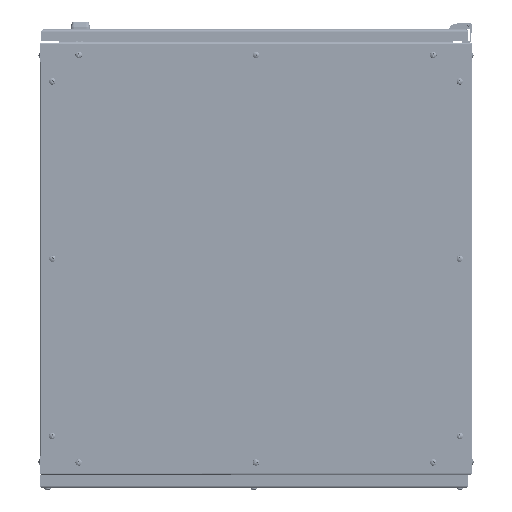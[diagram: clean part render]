
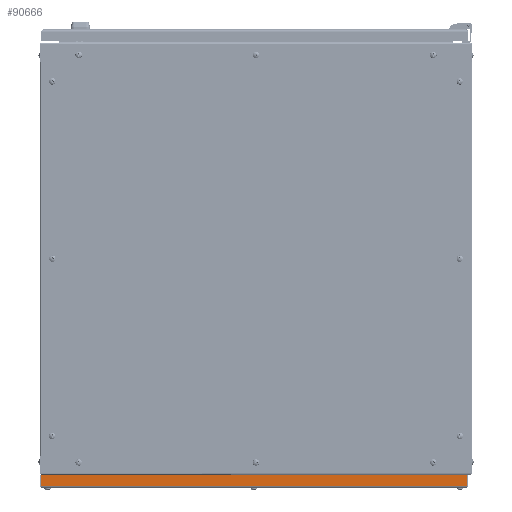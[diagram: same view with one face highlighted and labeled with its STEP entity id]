
A CAD part, front view. The second image highlights one B-rep face of the part: STEP entity #90666.
In plain terms, the highlighted planar face has unit normal (0, -1, 0).
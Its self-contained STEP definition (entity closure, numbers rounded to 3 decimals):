
#6945 = EDGE_CURVE ( 'NONE', #87844, #169473, #158722, .T. ) ;
#7709 = EDGE_CURVE ( 'NONE', #169473, #150951, #90093, .T. ) ;
#24975 = EDGE_LOOP ( 'NONE', ( #161525, #163532, #91101, #81909 ) ) ;
#39165 = DIRECTION ( 'NONE',  ( 0., 0., 1. ) ) ;
#39708 = CARTESIAN_POINT ( 'NONE',  ( 790.859, 0., 1. ) ) ;
#42092 = CARTESIAN_POINT ( 'NONE',  ( 1.141, 0., 1. ) ) ;
#46963 = CARTESIAN_POINT ( 'NONE',  ( 790.859, 0., 23. ) ) ;
#54526 = EDGE_CURVE ( 'NONE', #165134, #150951, #57296, .T. ) ;
#57296 = LINE ( 'NONE', #72978, #62215 ) ;
#57739 = DIRECTION ( 'NONE',  ( -1., 0., 0. ) ) ;
#59912 = VECTOR ( 'NONE', #39165, 1000. ) ;
#62215 = VECTOR ( 'NONE', #113164, 1000. ) ;
#71126 = CARTESIAN_POINT ( 'NONE',  ( 790.859, 0., 1. ) ) ;
#72119 = VECTOR ( 'NONE', #57739, 1000. ) ;
#72978 = CARTESIAN_POINT ( 'NONE',  ( 1.141, 0., 1. ) ) ;
#81296 = CARTESIAN_POINT ( 'NONE',  ( 0., 0., 0. ) ) ;
#81909 = ORIENTED_EDGE ( 'NONE', *, *, #54526, .F. ) ;
#87844 = VERTEX_POINT ( 'NONE', #39708 ) ;
#88083 = VECTOR ( 'NONE', #92674, 1000. ) ;
#90093 = LINE ( 'NONE', #145032, #88083 ) ;
#90666 = ADVANCED_FACE ( 'NONE', ( #106651 ), #121422, .F. ) ;
#91101 = ORIENTED_EDGE ( 'NONE', *, *, #7709, .T. ) ;
#92674 = DIRECTION ( 'NONE',  ( -1., 0., 0. ) ) ;
#97935 = CARTESIAN_POINT ( 'NONE',  ( 0., 0., 1. ) ) ;
#101590 = EDGE_CURVE ( 'NONE', #87844, #165134, #124907, .T. ) ;
#103238 = AXIS2_PLACEMENT_3D ( 'NONE', #81296, #131948, #105789 ) ;
#105789 = DIRECTION ( 'NONE',  ( 0., 0., 1. ) ) ;
#106651 = FACE_OUTER_BOUND ( 'NONE', #24975, .T. ) ;
#113164 = DIRECTION ( 'NONE',  ( 0., 0., 1. ) ) ;
#121422 = PLANE ( 'NONE',  #103238 ) ;
#124907 = LINE ( 'NONE', #97935, #72119 ) ;
#131948 = DIRECTION ( 'NONE',  ( 0., 1., 0. ) ) ;
#140947 = CARTESIAN_POINT ( 'NONE',  ( 1.141, 0., 23. ) ) ;
#145032 = CARTESIAN_POINT ( 'NONE',  ( 0., 0., 23. ) ) ;
#150951 = VERTEX_POINT ( 'NONE', #140947 ) ;
#158722 = LINE ( 'NONE', #71126, #59912 ) ;
#161525 = ORIENTED_EDGE ( 'NONE', *, *, #101590, .F. ) ;
#163532 = ORIENTED_EDGE ( 'NONE', *, *, #6945, .T. ) ;
#165134 = VERTEX_POINT ( 'NONE', #42092 ) ;
#169473 = VERTEX_POINT ( 'NONE', #46963 ) ;
